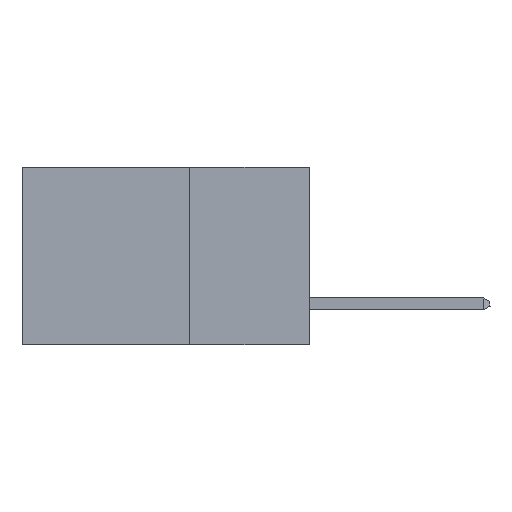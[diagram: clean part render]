
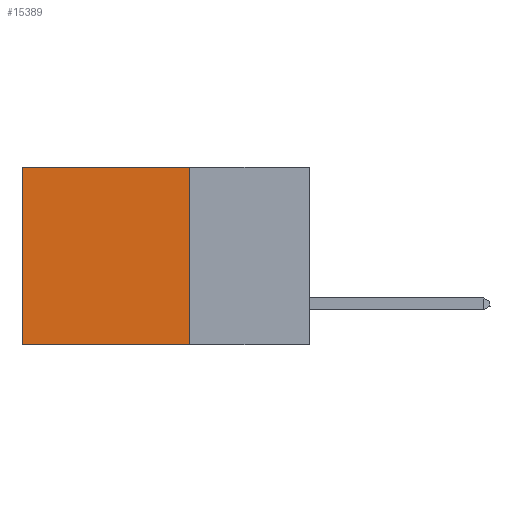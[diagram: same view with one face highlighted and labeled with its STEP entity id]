
A CAD part, left-side view. The second image highlights one B-rep face of the part: STEP entity #15389.
In plain terms, the highlighted planar face has unit normal (-1, 0, 0).
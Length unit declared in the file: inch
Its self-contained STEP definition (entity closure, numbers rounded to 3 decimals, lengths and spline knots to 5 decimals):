
#76 = VECTOR ( 'NONE', #6255, 39.37008 ) ;
#101 = EDGE_CURVE ( 'NONE', #33290, #19934, #21779, .T. ) ;
#224 = EDGE_CURVE ( 'NONE', #7122, #19934, #3925, .T. ) ;
#3925 = LINE ( 'NONE', #27999, #21304 ) ;
#4191 = DIRECTION ( 'NONE',  ( 0., 0., -1. ) ) ;
#6255 = DIRECTION ( 'NONE',  ( 0., 0., -1. ) ) ;
#6852 = PLANE ( 'NONE',  #33811 ) ;
#6934 = CARTESIAN_POINT ( 'NONE',  ( 0.2875, 0.25, -0.37 ) ) ;
#7069 = CARTESIAN_POINT ( 'NONE',  ( 0.2875, 0.25, 0. ) ) ;
#7122 = VERTEX_POINT ( 'NONE', #6934 ) ;
#7670 = ORIENTED_EDGE ( 'NONE', *, *, #13788, .F. ) ;
#11374 = LINE ( 'NONE', #31403, #76 ) ;
#12448 = CARTESIAN_POINT ( 'NONE',  ( 0.2875, 0.25, 0. ) ) ;
#12668 = DIRECTION ( 'NONE',  ( 0., 1., 0. ) ) ;
#13547 = CARTESIAN_POINT ( 'NONE',  ( 0.2875, 0.6, 0. ) ) ;
#13788 = EDGE_CURVE ( 'NONE', #26326, #7122, #11374, .T. ) ;
#15077 = LINE ( 'NONE', #7069, #21647 ) ;
#15389 = ADVANCED_FACE ( 'NONE', ( #33840 ), #6852, .F. ) ;
#18010 = EDGE_LOOP ( 'NONE', ( #22768, #23331, #7670, #27768 ) ) ;
#19934 = VERTEX_POINT ( 'NONE', #25411 ) ;
#20810 = DIRECTION ( 'NONE',  ( 1., 0., 0. ) ) ;
#21304 = VECTOR ( 'NONE', #30751, 39.37008 ) ;
#21647 = VECTOR ( 'NONE', #12668, 39.37008 ) ;
#21779 = LINE ( 'NONE', #13547, #34772 ) ;
#22768 = ORIENTED_EDGE ( 'NONE', *, *, #101, .T. ) ;
#23331 = ORIENTED_EDGE ( 'NONE', *, *, #224, .F. ) ;
#24895 = CARTESIAN_POINT ( 'NONE',  ( 0.2875, 0.25, 0. ) ) ;
#25411 = CARTESIAN_POINT ( 'NONE',  ( 0.2875, 0.6, -0.37 ) ) ;
#26326 = VERTEX_POINT ( 'NONE', #24895 ) ;
#27167 = DIRECTION ( 'NONE',  ( 0., 0., -1. ) ) ;
#27768 = ORIENTED_EDGE ( 'NONE', *, *, #33071, .T. ) ;
#27999 = CARTESIAN_POINT ( 'NONE',  ( 0.2875, 0.25, -0.37 ) ) ;
#28554 = CARTESIAN_POINT ( 'NONE',  ( 0.2875, 0.6, 0. ) ) ;
#30751 = DIRECTION ( 'NONE',  ( 0., 1., 0. ) ) ;
#31403 = CARTESIAN_POINT ( 'NONE',  ( 0.2875, 0.25, 0. ) ) ;
#33071 = EDGE_CURVE ( 'NONE', #26326, #33290, #15077, .T. ) ;
#33290 = VERTEX_POINT ( 'NONE', #28554 ) ;
#33811 = AXIS2_PLACEMENT_3D ( 'NONE', #12448, #20810, #4191 ) ;
#33840 = FACE_OUTER_BOUND ( 'NONE', #18010, .T. ) ;
#34772 = VECTOR ( 'NONE', #27167, 39.37008 ) ;
